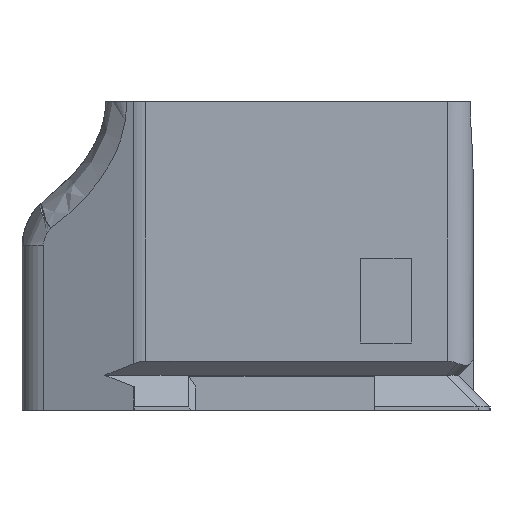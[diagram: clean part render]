
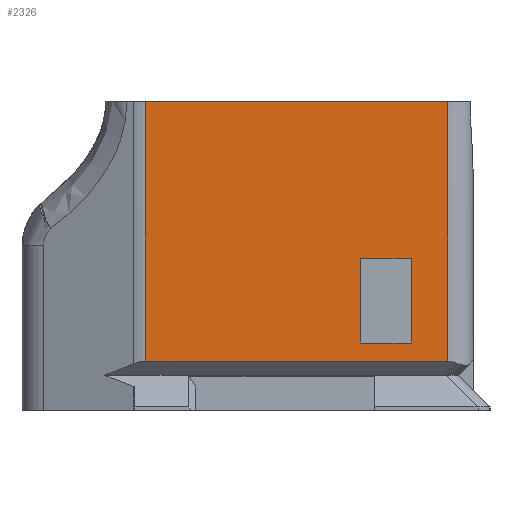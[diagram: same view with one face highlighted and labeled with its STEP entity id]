
A CAD part, left-side view. The second image highlights one B-rep face of the part: STEP entity #2326.
In plain terms, the highlighted planar face has unit normal (-1, 0, 0).
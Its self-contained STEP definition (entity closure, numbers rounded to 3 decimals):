
#263=LINE('',#3567,#403);
#296=LINE('',#3692,#436);
#297=LINE('',#3703,#437);
#310=LINE('',#3749,#450);
#312=LINE('',#3758,#452);
#316=LINE('',#3767,#456);
#319=LINE('',#3773,#459);
#322=LINE('',#3779,#462);
#403=VECTOR('',#2817,1000.);
#436=VECTOR('',#2904,1000.);
#437=VECTOR('',#2911,1000.);
#450=VECTOR('',#2952,1000.);
#452=VECTOR('',#2956,1000.);
#456=VECTOR('',#2962,1000.);
#459=VECTOR('',#2967,1000.);
#462=VECTOR('',#2972,1000.);
#560=PLANE('',#2542);
#974=ORIENTED_EDGE('',*,*,#1499,.T.);
#975=ORIENTED_EDGE('',*,*,#1496,.T.);
#976=ORIENTED_EDGE('',*,*,#1493,.F.);
#977=ORIENTED_EDGE('',*,*,#1489,.F.);
#978=ORIENTED_EDGE('',*,*,#1417,.T.);
#979=ORIENTED_EDGE('',*,*,#1470,.F.);
#980=ORIENTED_EDGE('',*,*,#1486,.F.);
#981=ORIENTED_EDGE('',*,*,#1466,.T.);
#1417=EDGE_CURVE('',#1745,#1744,#263,.T.);
#1466=EDGE_CURVE('',#1767,#1745,#296,.T.);
#1470=EDGE_CURVE('',#1769,#1744,#297,.T.);
#1486=EDGE_CURVE('',#1767,#1769,#310,.T.);
#1489=EDGE_CURVE('',#1777,#1778,#312,.T.);
#1493=EDGE_CURVE('',#1778,#1781,#316,.T.);
#1496=EDGE_CURVE('',#1783,#1781,#319,.T.);
#1499=EDGE_CURVE('',#1777,#1783,#322,.T.);
#1744=VERTEX_POINT('',#3566);
#1745=VERTEX_POINT('',#3568);
#1767=VERTEX_POINT('',#3693);
#1769=VERTEX_POINT('',#3702);
#1777=VERTEX_POINT('',#3759);
#1778=VERTEX_POINT('',#3760);
#1781=VERTEX_POINT('',#3768);
#1783=VERTEX_POINT('',#3774);
#1998=EDGE_LOOP('',(#974,#975,#976,#977));
#1999=EDGE_LOOP('',(#978,#979,#980,#981));
#2166=FACE_BOUND('',#1998,.T.);
#2167=FACE_BOUND('',#1999,.T.);
#2326=ADVANCED_FACE('',(#2166,#2167),#560,.F.);
#2542=AXIS2_PLACEMENT_3D('',#3781,#2974,#2975);
#2817=DIRECTION('',(0.,-1.,0.));
#2904=DIRECTION('',(0.,0.,-1.));
#2911=DIRECTION('',(0.,0.,-1.));
#2952=DIRECTION('',(0.,-1.,0.));
#2956=DIRECTION('',(0.,1.,0.));
#2962=DIRECTION('',(0.,0.,-1.));
#2967=DIRECTION('',(0.,1.,0.));
#2972=DIRECTION('',(0.,0.,-1.));
#2974=DIRECTION('',(1.,0.,0.));
#2975=DIRECTION('',(0.,1.,0.));
#3566=CARTESIAN_POINT('',(-13.3,-11.8,2.891));
#3567=CARTESIAN_POINT('',(-13.3,0.,2.891));
#3568=CARTESIAN_POINT('',(-13.3,5.991,2.891));
#3692=CARTESIAN_POINT('',(-13.3,5.991,18.2));
#3693=CARTESIAN_POINT('',(-13.3,5.991,18.2));
#3702=CARTESIAN_POINT('',(-13.3,-11.8,18.2));
#3703=CARTESIAN_POINT('',(-13.3,-11.8,18.2));
#3749=CARTESIAN_POINT('',(-13.3,0.,18.2));
#3758=CARTESIAN_POINT('',(-13.3,-8.159,8.969));
#3759=CARTESIAN_POINT('',(-13.3,-9.659,8.969));
#3760=CARTESIAN_POINT('',(-13.3,-6.659,8.969));
#3767=CARTESIAN_POINT('',(-13.3,-6.659,6.469));
#3768=CARTESIAN_POINT('',(-13.3,-6.659,3.969));
#3773=CARTESIAN_POINT('',(-13.3,-8.159,3.969));
#3774=CARTESIAN_POINT('',(-13.3,-9.659,3.969));
#3779=CARTESIAN_POINT('',(-13.3,-9.659,6.469));
#3781=CARTESIAN_POINT('',(-13.3,0.,18.2));
